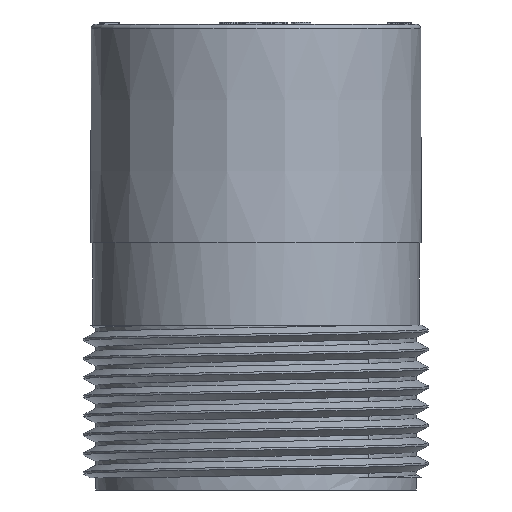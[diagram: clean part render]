
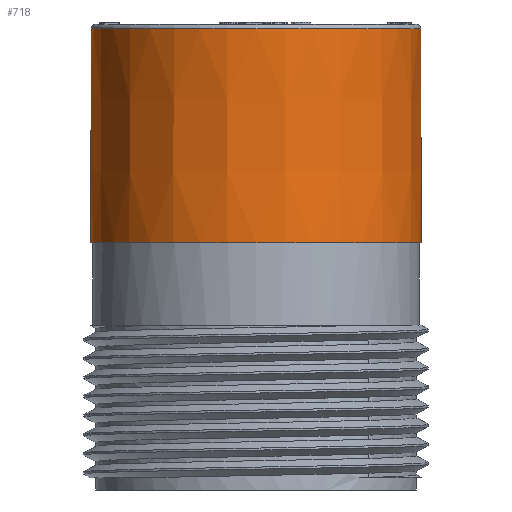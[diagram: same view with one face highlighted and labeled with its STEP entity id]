
A CAD part, left-side view. The second image highlights one B-rep face of the part: STEP entity #718.
In plain terms, the highlighted conical face has half-angle 0.116 degrees and reference radius 20 mm.
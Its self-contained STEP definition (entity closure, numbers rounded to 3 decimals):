
#101=CONICAL_SURFACE('',#11340,20.,0.116);
#718=ADVANCED_FACE('',(#3139,#3140),#101,.T.);
#1889=CIRCLE('',#11337,20.001);
#1890=CIRCLE('',#11339,20.054);
#3139=FACE_BOUND('',#3221,.T.);
#3140=FACE_BOUND('',#3222,.T.);
#3221=EDGE_LOOP('',(#4311));
#3222=EDGE_LOOP('',(#4312));
#4311=ORIENTED_EDGE('',*,*,#8888,.T.);
#4312=ORIENTED_EDGE('',*,*,#8887,.T.);
#7735=VERTEX_POINT('',#18528);
#7736=VERTEX_POINT('',#18531);
#8887=EDGE_CURVE('',#7735,#7735,#1889,.T.);
#8888=EDGE_CURVE('',#7736,#7736,#1890,.T.);
#11337=AXIS2_PLACEMENT_3D('',#18527,#11967,#11968);
#11339=AXIS2_PLACEMENT_3D('',#18530,#11971,#11972);
#11340=AXIS2_PLACEMENT_3D('',#18532,#11973,#11974);
#11967=DIRECTION('',(0.,0.,-1.));
#11968=DIRECTION('',(0.,1.,0.));
#11971=DIRECTION('',(0.,0.,1.));
#11972=DIRECTION('',(0.,1.,0.));
#11973=DIRECTION('',(0.,0.,-1.));
#11974=DIRECTION('',(0.,-1.,0.));
#18527=CARTESIAN_POINT('',(189.,464.5,45.005));
#18528=CARTESIAN_POINT('',(189.,484.501,45.005));
#18530=CARTESIAN_POINT('',(189.,464.5,19.004));
#18531=CARTESIAN_POINT('',(189.,484.554,19.004));
#18532=CARTESIAN_POINT('',(189.,464.5,45.504));
